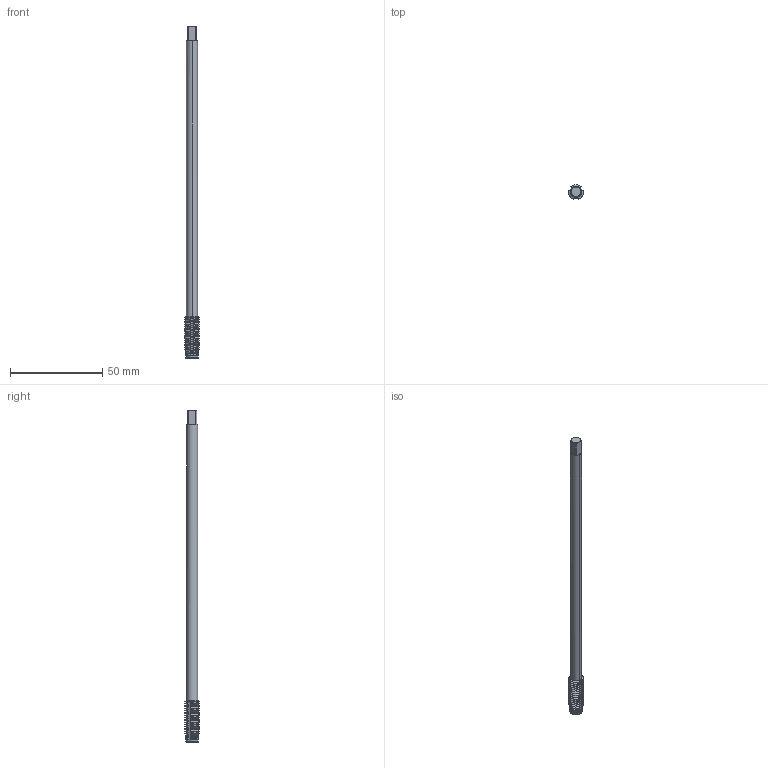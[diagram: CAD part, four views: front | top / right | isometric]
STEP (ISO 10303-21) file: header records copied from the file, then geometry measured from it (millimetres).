
FILE_DESCRIPTION(('no description'),'unknown implementation level');
FILE_NAME('solidodwrH3wtg4RE0cSYm5yerPa1cvU_1.STP',' ',('CIM GmbH Aachen'),('CADClick - KiM GmbH - www.kimweb.de'),'unknown preprocess','ACIS','unknown authorization');
FILE_SCHEMA(('automotive_design'));
Length unit declared in the file: millimetre
Products named in the file (2): 1; 2
Bounding box: 8 x 7.83 x 180 mm (x, y, z)
Volume: 5278.2 mm3; surface area: 4662.3 mm2
Topology: 2 solids, 2 shells, 397 faces, 1101 edges, 708 vertices
Faces by surface type: cone 206, cylinder 171, plane 17, torus 3
Entity records: 26662 total; most frequent: CARTESIAN_POINT 4379, STYLED_ITEM 2208, PRESENTATION_STYLE_ASSIGNMENT 2208, COLOUR_RGB 2208, ORIENTED_EDGE 2202, DIRECTION 2085, EDGE_CURVE 1101, CURVE_STYLE 1101
